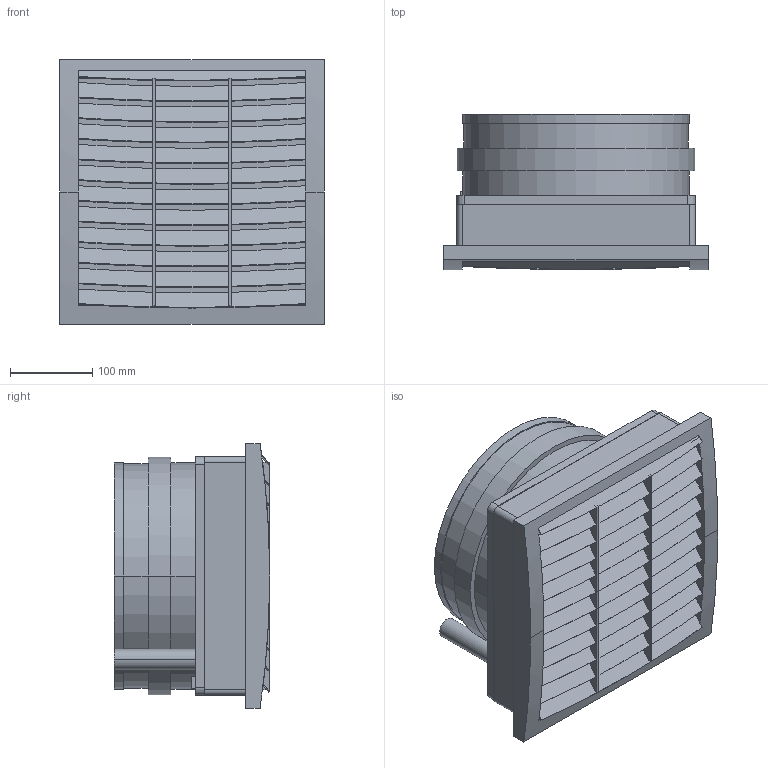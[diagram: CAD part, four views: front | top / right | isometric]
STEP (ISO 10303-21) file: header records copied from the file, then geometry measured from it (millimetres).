
FILE_DESCRIPTION(('starvars output'),'2;1');
FILE_NAME('cv20200416091306000021109.stp','09:13:06 2020/04/16',( 'Thomas Industrial Network Germany GmbH'),( 'Thomas Industrial Network Germany GmbH'),'unknown preprocess','ACIS' ,'unknown authorization');
FILE_SCHEMA(('AUTOMOTIVE_DESIGN_CC2 {UNKNOWN IMPLEMENTATION LEVEL}'));
Length unit declared in the file: millimetre
Products named in the file (1): PRODUCT_ID_1
Bounding box: 322 x 189 x 322 mm (x, y, z)
Volume: 5680983.3 mm3; surface area: 1030002.4 mm2
Topology: 1 solids, 1 shells, 893 faces, 2676 edges, 1756 vertices
Faces by surface type: plane 483, cylinder 410
Entity records: 30473 total; most frequent: ORIENTED_EDGE 5352, CARTESIAN_POINT 3685, EDGE_CURVE 2676, DIRECTION 2614, VERTEX_POINT 1756, VECTOR 1244, LINE 1244, EDGE_LOOP 1202
